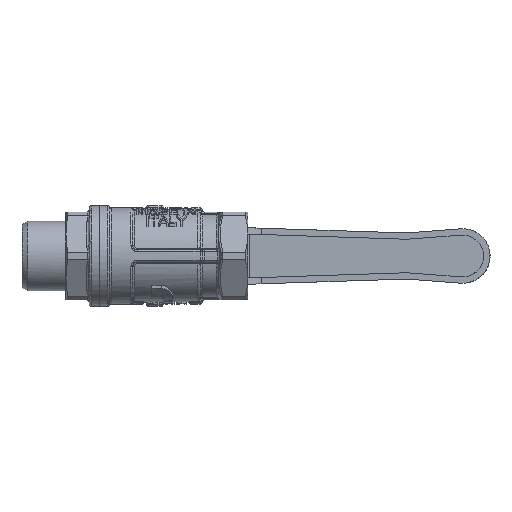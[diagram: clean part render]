
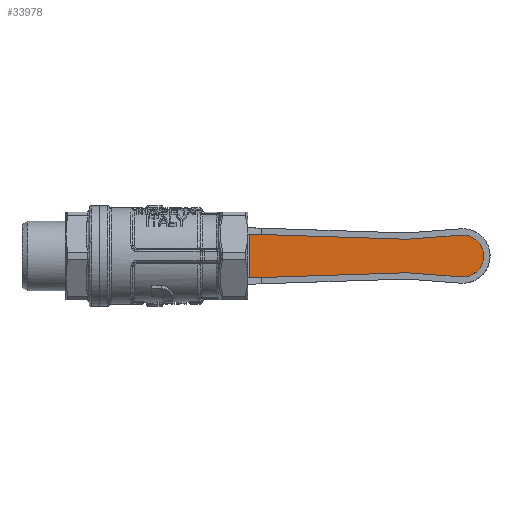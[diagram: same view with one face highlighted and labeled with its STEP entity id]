
A CAD part, front view. The second image highlights one B-rep face of the part: STEP entity #33978.
In plain terms, the highlighted planar face has unit normal (0, -1, 0).
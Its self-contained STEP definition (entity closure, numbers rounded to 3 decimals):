
#41 = CARTESIAN_POINT ( 'NONE',  ( 74.809, 35.8, -4.87 ) ) ;
#607 = B_SPLINE_CURVE_WITH_KNOTS ( 'NONE', 3,
 ( #19702, #11302, #15582, #48871 ),
 .UNSPECIFIED., .F., .F.,
 ( 4, 4 ),
 ( 0., 1. ),
 .UNSPECIFIED. ) ;
#2835 = VERTEX_POINT ( 'NONE', #48048 ) ;
#2966 = CARTESIAN_POINT ( 'NONE',  ( 22.657, 35.8, 5.228 ) ) ;
#3648 = CARTESIAN_POINT ( 'NONE',  ( 76.573, 35.8, 3.998 ) ) ;
#7028 = CARTESIAN_POINT ( 'NONE',  ( 68.76, 35.8, 4.657 ) ) ;
#7566 = CARTESIAN_POINT ( 'NONE',  ( 73.5, 35.8, 5. ) ) ;
#7740 = CARTESIAN_POINT ( 'NONE',  ( 73.5, 35.8, -5. ) ) ;
#8248 = EDGE_CURVE ( 'NONE', #34170, #34632, #607, .T. ) ;
#8345 = EDGE_CURVE ( 'NONE', #23983, #2835, #8827, .T. ) ;
#8827 = B_SPLINE_CURVE_WITH_KNOTS ( 'NONE', 3,
 ( #26055, #18007, #46467, #10099 ),
 .UNSPECIFIED., .F., .F.,
 ( 4, 4 ),
 ( 0., 1. ),
 .UNSPECIFIED. ) ;
#10099 = CARTESIAN_POINT ( 'NONE',  ( 60.032, 35.8, -3.998 ) ) ;
#11000 = CARTESIAN_POINT ( 'NONE',  ( 73.249, 35.8, 4.995 ) ) ;
#11302 = CARTESIAN_POINT ( 'NONE',  ( 35.115, 35.8, 4.818 ) ) ;
#11777 = ORIENTED_EDGE ( 'NONE', *, *, #8345, .F. ) ;
#12331 = B_SPLINE_CURVE_WITH_KNOTS ( 'NONE', 3,
 ( #2966, #44134, #49779, #12893 ),
 .UNSPECIFIED., .F., .F.,
 ( 4, 4 ),
 ( 0., 1. ),
 .UNSPECIFIED. ) ;
#12791 = CARTESIAN_POINT ( 'NONE',  ( 73.5, 35.8, 5. ) ) ;
#12893 = CARTESIAN_POINT ( 'NONE',  ( 22.657, 35.8, -5.228 ) ) ;
#13433 = B_SPLINE_CURVE_WITH_KNOTS ( 'NONE', 3,
 ( #40011, #39473, #11000, #31244 ),
 .UNSPECIFIED., .F., .F.,
 ( 4, 4 ),
 ( 0., 1. ),
 .UNSPECIFIED. ) ;
#15254 = CARTESIAN_POINT ( 'NONE',  ( 73.124, 35.8, 4.986 ) ) ;
#15582 = CARTESIAN_POINT ( 'NONE',  ( 47.574, 35.8, 4.408 ) ) ;
#15912 = ORIENTED_EDGE ( 'NONE', *, *, #23047, .T. ) ;
#15997 = CARTESIAN_POINT ( 'NONE',  ( 78.5, 35.8, -0.654 ) ) ;
#16878 = VERTEX_POINT ( 'NONE', #35016 ) ;
#17645 = CARTESIAN_POINT ( 'NONE',  ( 73.124, 35.8, 4.986 ) ) ;
#18007 = CARTESIAN_POINT ( 'NONE',  ( 68.76, 35.8, -4.657 ) ) ;
#18333 = B_SPLINE_CURVE_WITH_KNOTS ( 'NONE', 3,
 ( #39701, #43976, #48108, #52271 ),
 .UNSPECIFIED., .F., .F.,
 ( 4, 4 ),
 ( 0., 1. ),
 .UNSPECIFIED. ) ;
#19702 = CARTESIAN_POINT ( 'NONE',  ( 22.657, 35.8, 5.228 ) ) ;
#20187 = DIRECTION ( 'NONE',  ( 0., 1., 0. ) ) ;
#20478 = CARTESIAN_POINT ( 'NONE',  ( 74.809, 35.8, 4.87 ) ) ;
#21644 = ORIENTED_EDGE ( 'NONE', *, *, #42336, .T. ) ;
#22171 = EDGE_CURVE ( 'NONE', #34632, #42380, #31423, .T. ) ;
#22741 = B_SPLINE_CURVE_WITH_KNOTS ( 'NONE', 3,
 ( #7566, #24065, #20478, #24759, #3648, #28729, #32295, #40528, #40352, #15997, #32119, #48586, #36218, #36746, #28368, #41, #44650, #7740 ),
 .UNSPECIFIED., .F., .F.,
 ( 4, 2, 2, 2, 2, 2, 2, 2, 4 ),
 ( 0., 0.125, 0.25, 0.375, 0.5, 0.625, 0.75, 0.875, 1. ),
 .UNSPECIFIED. ) ;
#23037 = EDGE_CURVE ( 'NONE', #2835, #16878, #30284, .T. ) ;
#23047 = EDGE_CURVE ( 'NONE', #39542, #42380, #13433, .T. ) ;
#23983 = VERTEX_POINT ( 'NONE', #25367 ) ;
#24065 = CARTESIAN_POINT ( 'NONE',  ( 74.154, 35.8, 5. ) ) ;
#24759 = CARTESIAN_POINT ( 'NONE',  ( 76.018, 35.8, 4.369 ) ) ;
#25367 = CARTESIAN_POINT ( 'NONE',  ( 73.124, 35.8, -4.986 ) ) ;
#26055 = CARTESIAN_POINT ( 'NONE',  ( 73.124, 35.8, -4.986 ) ) ;
#27137 = ORIENTED_EDGE ( 'NONE', *, *, #22171, .F. ) ;
#28349 = ORIENTED_EDGE ( 'NONE', *, *, #8248, .F. ) ;
#28368 = CARTESIAN_POINT ( 'NONE',  ( 76.018, 35.8, -4.369 ) ) ;
#28434 = DIRECTION ( 'NONE',  ( 1., 0., 0. ) ) ;
#28729 = CARTESIAN_POINT ( 'NONE',  ( 77.498, 35.8, 3.073 ) ) ;
#28800 = PLANE ( 'NONE',  #41400 ) ;
#28955 = CARTESIAN_POINT ( 'NONE',  ( 73.5, 35.8, 0. ) ) ;
#29571 = ORIENTED_EDGE ( 'NONE', *, *, #23037, .F. ) ;
#30284 = B_SPLINE_CURVE_WITH_KNOTS ( 'NONE', 3,
 ( #43929, #44114, #52413, #40187 ),
 .UNSPECIFIED., .F., .F.,
 ( 4, 4 ),
 ( 0., 1. ),
 .UNSPECIFIED. ) ;
#31244 = CARTESIAN_POINT ( 'NONE',  ( 73.124, 35.8, 4.986 ) ) ;
#31423 = B_SPLINE_CURVE_WITH_KNOTS ( 'NONE', 3,
 ( #44072, #52714, #7028, #15254 ),
 .UNSPECIFIED., .F., .F.,
 ( 4, 4 ),
 ( 0., 1. ),
 .UNSPECIFIED. ) ;
#32119 = CARTESIAN_POINT ( 'NONE',  ( 78.37, 35.8, -1.309 ) ) ;
#32295 = CARTESIAN_POINT ( 'NONE',  ( 77.869, 35.8, 2.518 ) ) ;
#32818 = CARTESIAN_POINT ( 'NONE',  ( 73.5, 35.8, -5. ) ) ;
#33244 = FACE_OUTER_BOUND ( 'NONE', #45565, .T. ) ;
#33978 = ADVANCED_FACE ( 'NONE', ( #33244 ), #28800, .F. ) ;
#34073 = CARTESIAN_POINT ( 'NONE',  ( 22.657, 35.8, 5.228 ) ) ;
#34170 = VERTEX_POINT ( 'NONE', #34073 ) ;
#34632 = VERTEX_POINT ( 'NONE', #37215 ) ;
#35016 = CARTESIAN_POINT ( 'NONE',  ( 22.657, 35.8, -5.228 ) ) ;
#36218 = CARTESIAN_POINT ( 'NONE',  ( 77.498, 35.8, -3.073 ) ) ;
#36746 = CARTESIAN_POINT ( 'NONE',  ( 76.573, 35.8, -3.998 ) ) ;
#37215 = CARTESIAN_POINT ( 'NONE',  ( 60.032, 35.8, 3.998 ) ) ;
#38426 = ORIENTED_EDGE ( 'NONE', *, *, #48730, .F. ) ;
#39473 = CARTESIAN_POINT ( 'NONE',  ( 73.374, 35.8, 5. ) ) ;
#39542 = VERTEX_POINT ( 'NONE', #12791 ) ;
#39701 = CARTESIAN_POINT ( 'NONE',  ( 73.124, 35.8, -4.986 ) ) ;
#40011 = CARTESIAN_POINT ( 'NONE',  ( 73.5, 35.8, 5. ) ) ;
#40187 = CARTESIAN_POINT ( 'NONE',  ( 22.657, 35.8, -5.228 ) ) ;
#40352 = CARTESIAN_POINT ( 'NONE',  ( 78.5, 35.8, 0.654 ) ) ;
#40528 = CARTESIAN_POINT ( 'NONE',  ( 78.37, 35.8, 1.309 ) ) ;
#40784 = EDGE_CURVE ( 'NONE', #34170, #16878, #12331, .T. ) ;
#41400 = AXIS2_PLACEMENT_3D ( 'NONE', #28955, #20187, #28434 ) ;
#42336 = EDGE_CURVE ( 'NONE', #23983, #47098, #18333, .T. ) ;
#42380 = VERTEX_POINT ( 'NONE', #17645 ) ;
#43472 = ORIENTED_EDGE ( 'NONE', *, *, #40784, .T. ) ;
#43929 = CARTESIAN_POINT ( 'NONE',  ( 60.032, 35.8, -3.998 ) ) ;
#43976 = CARTESIAN_POINT ( 'NONE',  ( 73.249, 35.8, -4.995 ) ) ;
#44072 = CARTESIAN_POINT ( 'NONE',  ( 60.032, 35.8, 3.998 ) ) ;
#44114 = CARTESIAN_POINT ( 'NONE',  ( 47.574, 35.8, -4.408 ) ) ;
#44134 = CARTESIAN_POINT ( 'NONE',  ( 22.657, 35.8, 1.743 ) ) ;
#44650 = CARTESIAN_POINT ( 'NONE',  ( 74.154, 35.8, -5. ) ) ;
#45565 = EDGE_LOOP ( 'NONE', ( #11777, #21644, #38426, #15912, #27137, #28349, #43472, #29571 ) ) ;
#46467 = CARTESIAN_POINT ( 'NONE',  ( 64.396, 35.8, -4.327 ) ) ;
#47098 = VERTEX_POINT ( 'NONE', #32818 ) ;
#48048 = CARTESIAN_POINT ( 'NONE',  ( 60.032, 35.8, -3.998 ) ) ;
#48108 = CARTESIAN_POINT ( 'NONE',  ( 73.374, 35.8, -5. ) ) ;
#48586 = CARTESIAN_POINT ( 'NONE',  ( 77.869, 35.8, -2.518 ) ) ;
#48730 = EDGE_CURVE ( 'NONE', #39542, #47098, #22741, .T. ) ;
#48871 = CARTESIAN_POINT ( 'NONE',  ( 60.032, 35.8, 3.998 ) ) ;
#49779 = CARTESIAN_POINT ( 'NONE',  ( 22.657, 35.8, -1.743 ) ) ;
#52271 = CARTESIAN_POINT ( 'NONE',  ( 73.5, 35.8, -5. ) ) ;
#52413 = CARTESIAN_POINT ( 'NONE',  ( 35.115, 35.8, -4.818 ) ) ;
#52714 = CARTESIAN_POINT ( 'NONE',  ( 64.396, 35.8, 4.327 ) ) ;
